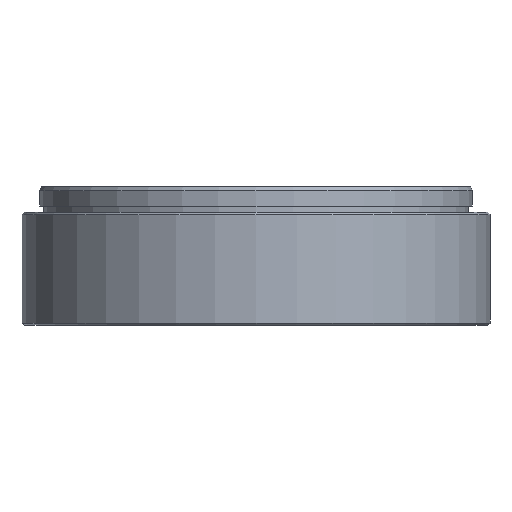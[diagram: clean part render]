
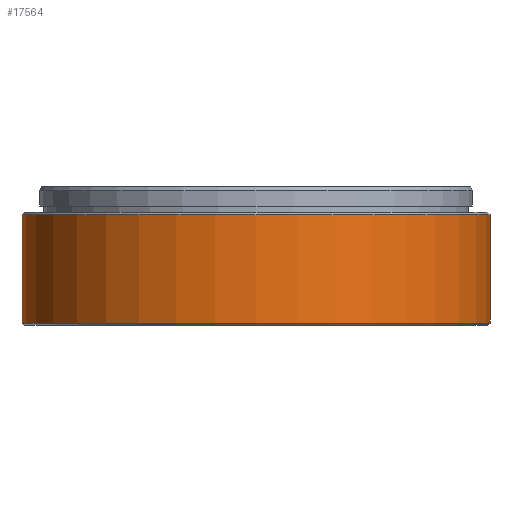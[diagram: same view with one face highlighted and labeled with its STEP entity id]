
A CAD part, front view. The second image highlights one B-rep face of the part: STEP entity #17564.
In plain terms, the highlighted cylindrical face has radius 27.94 mm (diameter 55.88 mm), a partial arc.
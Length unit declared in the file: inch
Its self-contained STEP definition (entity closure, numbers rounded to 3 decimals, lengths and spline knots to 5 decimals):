
#253 = LINE ( 'NONE', #13774, #10204 ) ;
#435 = VECTOR ( 'NONE', #2253, 39.37008 ) ;
#683 = CARTESIAN_POINT ( 'NONE',  ( 1.1, 0., -0.315 ) ) ;
#2024 = DIRECTION ( 'NONE',  ( 1., 0., 0. ) ) ;
#2253 = DIRECTION ( 'NONE',  ( 0., 0., 1. ) ) ;
#2302 = EDGE_LOOP ( 'NONE', ( #5050, #6913, #12035, #12228 ) ) ;
#2410 = EDGE_CURVE ( 'NONE', #6677, #5185, #9242, .T. ) ;
#2472 = DIRECTION ( 'NONE',  ( 0., 0., 1. ) ) ;
#2986 = AXIS2_PLACEMENT_3D ( 'NONE', #17136, #11813, #2024 ) ;
#3956 = VERTEX_POINT ( 'NONE', #683 ) ;
#4048 = LINE ( 'NONE', #6267, #435 ) ;
#4497 = CIRCLE ( 'NONE', #6771, 1.1 ) ;
#5050 = ORIENTED_EDGE ( 'NONE', *, *, #16881, .F. ) ;
#5158 = DIRECTION ( 'NONE',  ( 0., 0., 1. ) ) ;
#5185 = VERTEX_POINT ( 'NONE', #7306 ) ;
#6151 = AXIS2_PLACEMENT_3D ( 'NONE', #17394, #5158, #14770 ) ;
#6267 = CARTESIAN_POINT ( 'NONE',  ( -1.1, 0., 0.325 ) ) ;
#6439 = CARTESIAN_POINT ( 'NONE',  ( -1.1, 0., -0.315 ) ) ;
#6677 = VERTEX_POINT ( 'NONE', #15181 ) ;
#6771 = AXIS2_PLACEMENT_3D ( 'NONE', #10551, #2472, #11914 ) ;
#6913 = ORIENTED_EDGE ( 'NONE', *, *, #13807, .T. ) ;
#7306 = CARTESIAN_POINT ( 'NONE',  ( -1.1, 0., 0.195 ) ) ;
#8391 = DIRECTION ( 'NONE',  ( 0., 0., 1. ) ) ;
#9242 = CIRCLE ( 'NONE', #2986, 1.1 ) ;
#10204 = VECTOR ( 'NONE', #8391, 39.37008 ) ;
#10551 = CARTESIAN_POINT ( 'NONE',  ( 0., 0., -0.315 ) ) ;
#11813 = DIRECTION ( 'NONE',  ( 0., 0., -1. ) ) ;
#11914 = DIRECTION ( 'NONE',  ( -1., 0., 0. ) ) ;
#12035 = ORIENTED_EDGE ( 'NONE', *, *, #12266, .T. ) ;
#12228 = ORIENTED_EDGE ( 'NONE', *, *, #2410, .T. ) ;
#12266 = EDGE_CURVE ( 'NONE', #3956, #6677, #253, .T. ) ;
#12879 = CYLINDRICAL_SURFACE ( 'NONE', #6151, 1.1 ) ;
#13774 = CARTESIAN_POINT ( 'NONE',  ( 1.1, 0., 0.325 ) ) ;
#13807 = EDGE_CURVE ( 'NONE', #17020, #3956, #4497, .T. ) ;
#14642 = FACE_OUTER_BOUND ( 'NONE', #2302, .T. ) ;
#14770 = DIRECTION ( 'NONE',  ( 1., 0., 0. ) ) ;
#15181 = CARTESIAN_POINT ( 'NONE',  ( 1.1, 0., 0.195 ) ) ;
#16881 = EDGE_CURVE ( 'NONE', #17020, #5185, #4048, .T. ) ;
#17020 = VERTEX_POINT ( 'NONE', #6439 ) ;
#17136 = CARTESIAN_POINT ( 'NONE',  ( 0., 0., 0.195 ) ) ;
#17394 = CARTESIAN_POINT ( 'NONE',  ( 0., 0., 0.325 ) ) ;
#17564 = ADVANCED_FACE ( 'NONE', ( #14642 ), #12879, .T. ) ;
